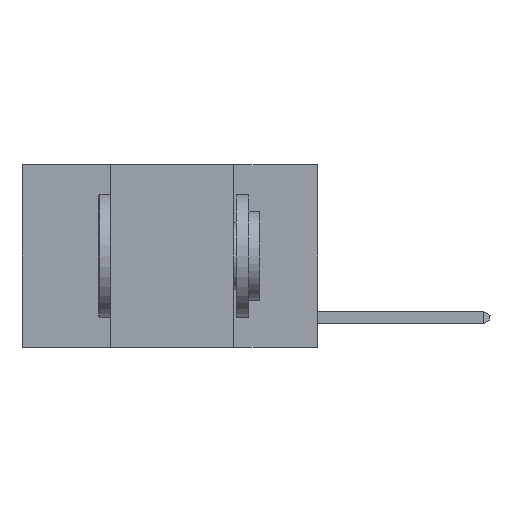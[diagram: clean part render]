
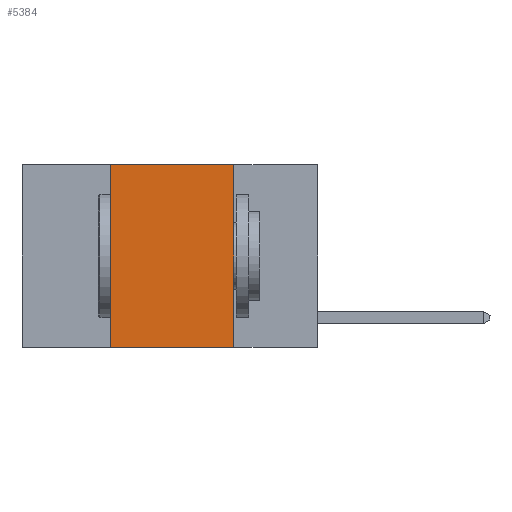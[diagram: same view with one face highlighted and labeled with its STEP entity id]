
A CAD part, left-side view. The second image highlights one B-rep face of the part: STEP entity #5384.
In plain terms, the highlighted planar face has unit normal (-1, 0, 0).
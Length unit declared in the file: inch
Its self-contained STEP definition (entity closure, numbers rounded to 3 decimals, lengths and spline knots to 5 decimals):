
#569 = CARTESIAN_POINT ( 'NONE',  ( 0., 0.17, -0.37 ) ) ;
#789 = DIRECTION ( 'NONE',  ( 1., 0., 0. ) ) ;
#1092 = CARTESIAN_POINT ( 'NONE',  ( 0., 0.17, 0. ) ) ;
#1140 = VECTOR ( 'NONE', #9926, 39.37008 ) ;
#1207 = EDGE_CURVE ( 'NONE', #13970, #10325, #2108, .T. ) ;
#1457 = ORIENTED_EDGE ( 'NONE', *, *, #12987, .F. ) ;
#2108 = LINE ( 'NONE', #9261, #11171 ) ;
#3179 = CARTESIAN_POINT ( 'NONE',  ( 0., 0.42, -0.37 ) ) ;
#3304 = VERTEX_POINT ( 'NONE', #3179 ) ;
#4651 = VECTOR ( 'NONE', #5846, 39.37008 ) ;
#5384 = ADVANCED_FACE ( 'NONE', ( #11046 ), #6634, .F. ) ;
#5692 = CARTESIAN_POINT ( 'NONE',  ( 0., 0.6, -0.37 ) ) ;
#5694 = ORIENTED_EDGE ( 'NONE', *, *, #1207, .F. ) ;
#5739 = LINE ( 'NONE', #8838, #1140 ) ;
#5846 = DIRECTION ( 'NONE',  ( 0., -1., 0. ) ) ;
#6131 = LINE ( 'NONE', #6672, #8142 ) ;
#6634 = PLANE ( 'NONE',  #10650 ) ;
#6672 = CARTESIAN_POINT ( 'NONE',  ( 0., 0.17, 0. ) ) ;
#6874 = ORIENTED_EDGE ( 'NONE', *, *, #12070, .F. ) ;
#7195 = VERTEX_POINT ( 'NONE', #569 ) ;
#8142 = VECTOR ( 'NONE', #15077, 39.37008 ) ;
#8838 = CARTESIAN_POINT ( 'NONE',  ( 0., 0.42, 0. ) ) ;
#9028 = DIRECTION ( 'NONE',  ( 0., 0., -1. ) ) ;
#9217 = EDGE_CURVE ( 'NONE', #3304, #7195, #9418, .T. ) ;
#9261 = CARTESIAN_POINT ( 'NONE',  ( 0., 0.6, 0. ) ) ;
#9418 = LINE ( 'NONE', #5692, #4651 ) ;
#9926 = DIRECTION ( 'NONE',  ( 0., 0., 1. ) ) ;
#10325 = VERTEX_POINT ( 'NONE', #1092 ) ;
#10375 = EDGE_LOOP ( 'NONE', ( #6874, #5694, #1457, #13809 ) ) ;
#10650 = AXIS2_PLACEMENT_3D ( 'NONE', #13937, #789, #9028 ) ;
#11046 = FACE_OUTER_BOUND ( 'NONE', #10375, .T. ) ;
#11171 = VECTOR ( 'NONE', #11505, 39.37008 ) ;
#11505 = DIRECTION ( 'NONE',  ( 0., -1., 0. ) ) ;
#12070 = EDGE_CURVE ( 'NONE', #10325, #7195, #6131, .T. ) ;
#12987 = EDGE_CURVE ( 'NONE', #3304, #13970, #5739, .T. ) ;
#13809 = ORIENTED_EDGE ( 'NONE', *, *, #9217, .T. ) ;
#13937 = CARTESIAN_POINT ( 'NONE',  ( 0., 0.6, 0. ) ) ;
#13970 = VERTEX_POINT ( 'NONE', #14576 ) ;
#14576 = CARTESIAN_POINT ( 'NONE',  ( 0., 0.42, 0. ) ) ;
#15077 = DIRECTION ( 'NONE',  ( 0., 0., -1. ) ) ;
